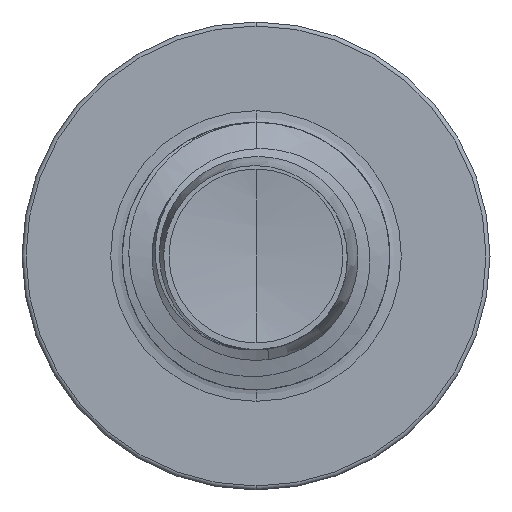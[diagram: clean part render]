
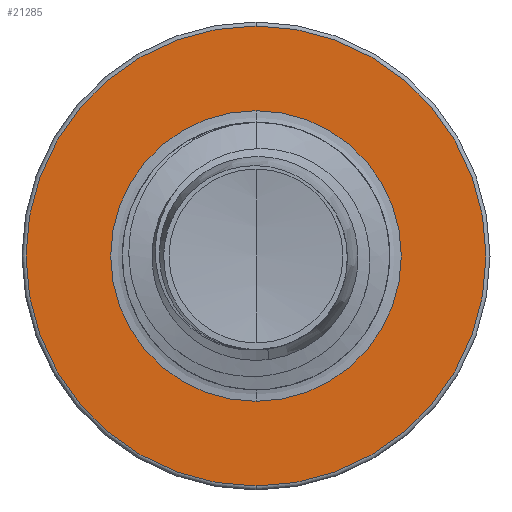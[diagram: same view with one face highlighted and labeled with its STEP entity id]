
A CAD part, front view. The second image highlights one B-rep face of the part: STEP entity #21285.
In plain terms, the highlighted planar face has unit normal (0, -1, 0).
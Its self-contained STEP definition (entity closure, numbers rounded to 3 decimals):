
#445 = VERTEX_POINT ( 'NONE', #8367 ) ;
#638 = VERTEX_POINT ( 'NONE', #10259 ) ;
#1007 = ORIENTED_EDGE ( 'NONE', *, *, #15788, .F. ) ;
#1368 = DIRECTION ( 'NONE',  ( 0., 0., 1. ) ) ;
#1394 = DIRECTION ( 'NONE',  ( 0., 1., 0. ) ) ;
#1442 = CARTESIAN_POINT ( 'NONE',  ( 0., 7.5, 0. ) ) ;
#1584 = CARTESIAN_POINT ( 'NONE',  ( 0., 7.5, 0. ) ) ;
#2394 = FACE_BOUND ( 'NONE', #3422, .T. ) ;
#2642 = DIRECTION ( 'NONE',  ( 0., 1., 0. ) ) ;
#3258 = ORIENTED_EDGE ( 'NONE', *, *, #13339, .T. ) ;
#3422 = EDGE_LOOP ( 'NONE', ( #3258, #17382 ) ) ;
#3516 = EDGE_LOOP ( 'NONE', ( #1007, #6267 ) ) ;
#3549 = DIRECTION ( 'NONE',  ( 0., 0., 1. ) ) ;
#3964 = AXIS2_PLACEMENT_3D ( 'NONE', #1584, #14125, #3549 ) ;
#5313 = DIRECTION ( 'NONE',  ( 0., 1., 0. ) ) ;
#5723 = AXIS2_PLACEMENT_3D ( 'NONE', #15547, #5313, #17064 ) ;
#6229 = DIRECTION ( 'NONE',  ( 0., 0., 1. ) ) ;
#6267 = ORIENTED_EDGE ( 'NONE', *, *, #7247, .F. ) ;
#7247 = EDGE_CURVE ( 'NONE', #9491, #638, #15669, .T. ) ;
#7412 = CARTESIAN_POINT ( 'NONE',  ( 0., 7.5, -3.44 ) ) ;
#7581 = AXIS2_PLACEMENT_3D ( 'NONE', #1442, #1394, #1368 ) ;
#8367 = CARTESIAN_POINT ( 'NONE',  ( 0., 7.5, -2.174 ) ) ;
#9491 = VERTEX_POINT ( 'NONE', #7412 ) ;
#9699 = PLANE ( 'NONE',  #20577 ) ;
#10014 = AXIS2_PLACEMENT_3D ( 'NONE', #13332, #2642, #15033 ) ;
#10259 = CARTESIAN_POINT ( 'NONE',  ( 0., 7.5, 3.44 ) ) ;
#11410 = CARTESIAN_POINT ( 'NONE',  ( 0., 7.5, -2.174 ) ) ;
#13332 = CARTESIAN_POINT ( 'NONE',  ( 0., 7.5, 0. ) ) ;
#13339 = EDGE_CURVE ( 'NONE', #15898, #445, #19725, .T. ) ;
#14125 = DIRECTION ( 'NONE',  ( 0., 1., 0. ) ) ;
#15033 = DIRECTION ( 'NONE',  ( 0., 0., 1. ) ) ;
#15056 = EDGE_CURVE ( 'NONE', #445, #15898, #17052, .T. ) ;
#15547 = CARTESIAN_POINT ( 'NONE',  ( 0., 7.5, 0. ) ) ;
#15669 = CIRCLE ( 'NONE', #7581, 3.44 ) ;
#15788 = EDGE_CURVE ( 'NONE', #638, #9491, #19513, .T. ) ;
#15836 = FACE_OUTER_BOUND ( 'NONE', #3516, .T. ) ;
#15898 = VERTEX_POINT ( 'NONE', #16558 ) ;
#16330 = DIRECTION ( 'NONE',  ( 0., 1., 0. ) ) ;
#16558 = CARTESIAN_POINT ( 'NONE',  ( 0., 7.5, 2.174 ) ) ;
#17052 = CIRCLE ( 'NONE', #3964, 2.174 ) ;
#17064 = DIRECTION ( 'NONE',  ( 0., 0., 1. ) ) ;
#17382 = ORIENTED_EDGE ( 'NONE', *, *, #15056, .T. ) ;
#19513 = CIRCLE ( 'NONE', #10014, 3.44 ) ;
#19725 = CIRCLE ( 'NONE', #5723, 2.174 ) ;
#20577 = AXIS2_PLACEMENT_3D ( 'NONE', #11410, #16330, #6229 ) ;
#21285 = ADVANCED_FACE ( 'NONE', ( #15836, #2394 ), #9699, .F. ) ;
